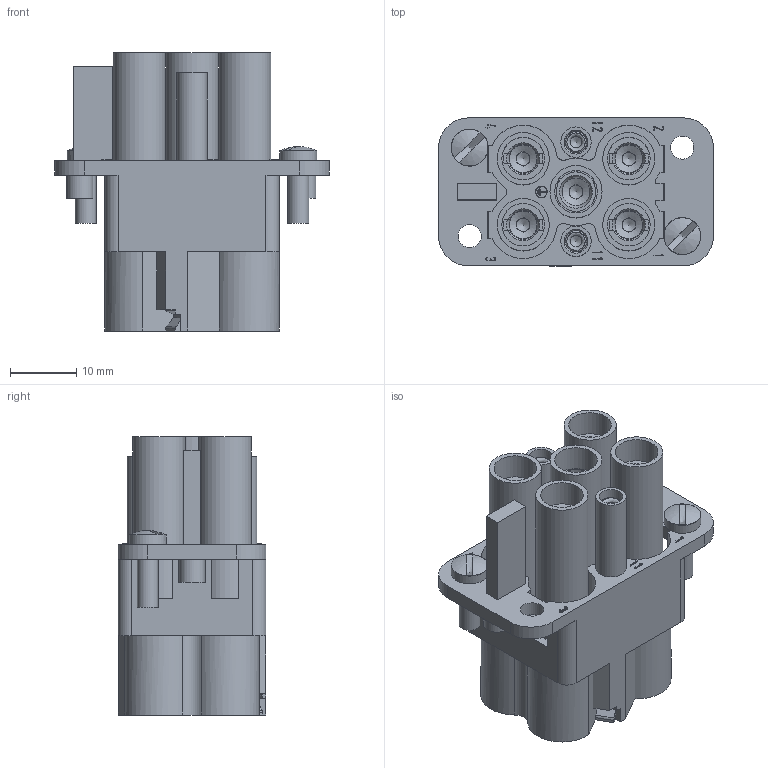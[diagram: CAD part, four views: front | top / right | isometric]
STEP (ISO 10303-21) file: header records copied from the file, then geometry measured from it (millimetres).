
FILE_DESCRIPTION(/* description */ (''),/* implementation_level */ '2;1');
FILE_NAME(/* name */ '100542125ugm000_c.stp',/* time_stamp */ '2019-09-24T13:26:56+02:00',/* author */ (''),/* organization */ (''),/* preprocessor_version */ 'ST-DEVELOPER v16.7',/* originating_system */ 'SIEMENS PLM Software NX 12.0',/* authorisation */ '');
FILE_SCHEMA (('AUTOMOTIVE_DESIGN { 1 0 10303 214 3 1 1 1 }'));
Length unit declared in the file: millimetre
Products named in the file (1): 100542125ugm000_c
Bounding box: 41.6 x 22.4 x 42.11 mm (x, y, z)
Volume: 13814.4 mm3; surface area: 12645.3 mm2
Topology: 1 solids, 1 shells, 536 faces, 1490 edges, 1072 vertices
Faces by surface type: plane 319, cylinder 134, cone 48, bspline 25, torus 10
Full cylindrical faces by diameter (mm): 1.678 x1, 1.7 x4, 1.75 x2, 1.799 x1, 2 x5, 3.142 x1, 3.158 x1, 3.2 x4, 3.5 x3, 3.6 x2, 3.95 x5, 4 x1, 4.2 x5, 4.6 x2, 5.6 x2, 6 x5, 6.2 x5, 6.45 x5, 7.3 x5, 7.9 x10
Entity records: 18881 total; most frequent: CARTESIAN_POINT 4311, DIRECTION 2567, ORIENTED_EDGE 2414, EDGE_CURVE 1207, AXIS2_PLACEMENT_3D 879, VERTEX_POINT 861, LINE 809, VECTOR 809
